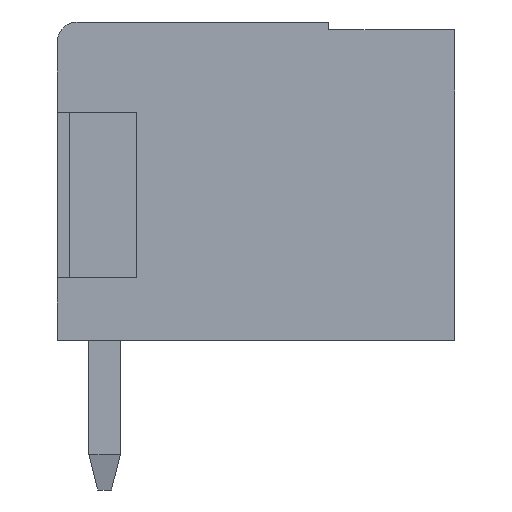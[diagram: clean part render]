
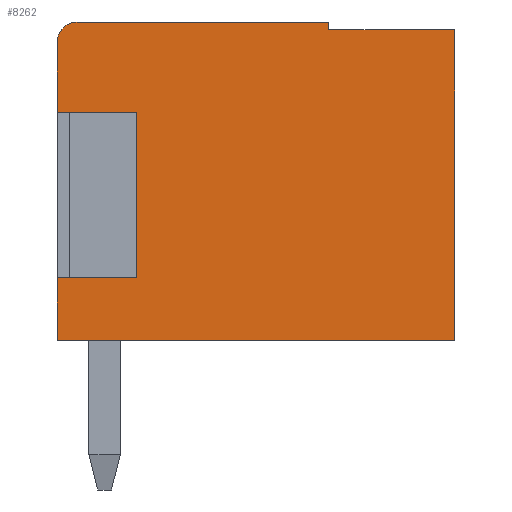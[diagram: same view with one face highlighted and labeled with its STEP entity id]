
A CAD part, left-side view. The second image highlights one B-rep face of the part: STEP entity #8262.
In plain terms, the highlighted planar face has unit normal (-1, 0, 0).
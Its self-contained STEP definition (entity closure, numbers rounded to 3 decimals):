
#244 = VERTEX_POINT('',#245);
#245 = CARTESIAN_POINT('',(-18.45,1.2,7.6));
#251 = EDGE_CURVE('',#252,#244,#254,.T.);
#252 = VERTEX_POINT('',#253);
#253 = CARTESIAN_POINT('',(-18.45,1.2,5.8));
#254 = LINE('',#255,#256);
#255 = CARTESIAN_POINT('',(-18.45,1.2,5.8));
#256 = VECTOR('',#257,1.);
#257 = DIRECTION('',(0.,0.,1.));
#2456 = VERTEX_POINT('',#2457);
#2457 = CARTESIAN_POINT('',(-18.45,-8.9,0.));
#2803 = VERTEX_POINT('',#2804);
#2804 = CARTESIAN_POINT('',(-18.45,1.2,0.));
#2810 = EDGE_CURVE('',#2456,#2803,#2811,.T.);
#2811 = LINE('',#2812,#2813);
#2812 = CARTESIAN_POINT('',(-18.45,-8.9,0.));
#2813 = VECTOR('',#2814,1.);
#2814 = DIRECTION('',(0.,1.,0.));
#3167 = VERTEX_POINT('',#3168);
#3168 = CARTESIAN_POINT('',(-18.45,-8.9,7.9));
#3181 = EDGE_CURVE('',#3167,#2456,#3182,.T.);
#3182 = LINE('',#3183,#3184);
#3183 = CARTESIAN_POINT('',(-18.45,-8.9,7.9));
#3184 = VECTOR('',#3185,1.);
#3185 = DIRECTION('',(0.,0.,-1.));
#8218 = VERTEX_POINT('',#8219);
#8219 = CARTESIAN_POINT('',(-18.45,0.7,8.1));
#8227 = VERTEX_POINT('',#8228);
#8228 = CARTESIAN_POINT('',(-18.45,-5.7,8.1));
#8234 = EDGE_CURVE('',#8218,#8227,#8235,.T.);
#8235 = LINE('',#8236,#8237);
#8236 = CARTESIAN_POINT('',(-18.45,0.7,8.1));
#8237 = VECTOR('',#8238,1.);
#8238 = DIRECTION('',(0.,-1.,0.));
#8248 = EDGE_CURVE('',#8218,#244,#8249,.T.);
#8249 = CIRCLE('',#8250,0.5);
#8250 = AXIS2_PLACEMENT_3D('',#8251,#8252,#8253);
#8251 = CARTESIAN_POINT('',(-18.45,0.7,7.6));
#8252 = DIRECTION('',(-1.,0.,0.));
#8253 = DIRECTION('',(0.,0.,1.));
#8262 = ADVANCED_FACE('',(#8263),#8314,.F.);
#8263 = FACE_BOUND('',#8264,.F.);
#8264 = EDGE_LOOP('',(#8265,#8266,#8267,#8268,#8276,#8282,#8283,#8284,
    #8292,#8300,#8308));
#8265 = ORIENTED_EDGE('',*,*,#251,.T.);
#8266 = ORIENTED_EDGE('',*,*,#8248,.F.);
#8267 = ORIENTED_EDGE('',*,*,#8234,.T.);
#8268 = ORIENTED_EDGE('',*,*,#8269,.T.);
#8269 = EDGE_CURVE('',#8227,#8270,#8272,.T.);
#8270 = VERTEX_POINT('',#8271);
#8271 = CARTESIAN_POINT('',(-18.45,-5.7,7.9));
#8272 = LINE('',#8273,#8274);
#8273 = CARTESIAN_POINT('',(-18.45,-5.7,8.1));
#8274 = VECTOR('',#8275,1.);
#8275 = DIRECTION('',(0.,0.,-1.));
#8276 = ORIENTED_EDGE('',*,*,#8277,.T.);
#8277 = EDGE_CURVE('',#8270,#3167,#8278,.T.);
#8278 = LINE('',#8279,#8280);
#8279 = CARTESIAN_POINT('',(-18.45,-5.7,7.9));
#8280 = VECTOR('',#8281,1.);
#8281 = DIRECTION('',(0.,-1.,0.));
#8282 = ORIENTED_EDGE('',*,*,#3181,.T.);
#8283 = ORIENTED_EDGE('',*,*,#2810,.T.);
#8284 = ORIENTED_EDGE('',*,*,#8285,.T.);
#8285 = EDGE_CURVE('',#2803,#8286,#8288,.T.);
#8286 = VERTEX_POINT('',#8287);
#8287 = CARTESIAN_POINT('',(-18.45,1.2,1.6));
#8288 = LINE('',#8289,#8290);
#8289 = CARTESIAN_POINT('',(-18.45,1.2,0.));
#8290 = VECTOR('',#8291,1.);
#8291 = DIRECTION('',(0.,0.,1.));
#8292 = ORIENTED_EDGE('',*,*,#8293,.T.);
#8293 = EDGE_CURVE('',#8286,#8294,#8296,.T.);
#8294 = VERTEX_POINT('',#8295);
#8295 = CARTESIAN_POINT('',(-18.45,-0.8,1.6));
#8296 = LINE('',#8297,#8298);
#8297 = CARTESIAN_POINT('',(-18.45,1.2,1.6));
#8298 = VECTOR('',#8299,1.);
#8299 = DIRECTION('',(0.,-1.,0.));
#8300 = ORIENTED_EDGE('',*,*,#8301,.T.);
#8301 = EDGE_CURVE('',#8294,#8302,#8304,.T.);
#8302 = VERTEX_POINT('',#8303);
#8303 = CARTESIAN_POINT('',(-18.45,-0.8,5.8));
#8304 = LINE('',#8305,#8306);
#8305 = CARTESIAN_POINT('',(-18.45,-0.8,1.6));
#8306 = VECTOR('',#8307,1.);
#8307 = DIRECTION('',(0.,0.,1.));
#8308 = ORIENTED_EDGE('',*,*,#8309,.T.);
#8309 = EDGE_CURVE('',#8302,#252,#8310,.T.);
#8310 = LINE('',#8311,#8312);
#8311 = CARTESIAN_POINT('',(-18.45,-0.8,5.8));
#8312 = VECTOR('',#8313,1.);
#8313 = DIRECTION('',(0.,1.,0.));
#8314 = PLANE('',#8315);
#8315 = AXIS2_PLACEMENT_3D('',#8316,#8317,#8318);
#8316 = CARTESIAN_POINT('',(-18.45,1.2,0.));
#8317 = DIRECTION('',(1.,0.,0.));
#8318 = DIRECTION('',(0.,0.,1.));
